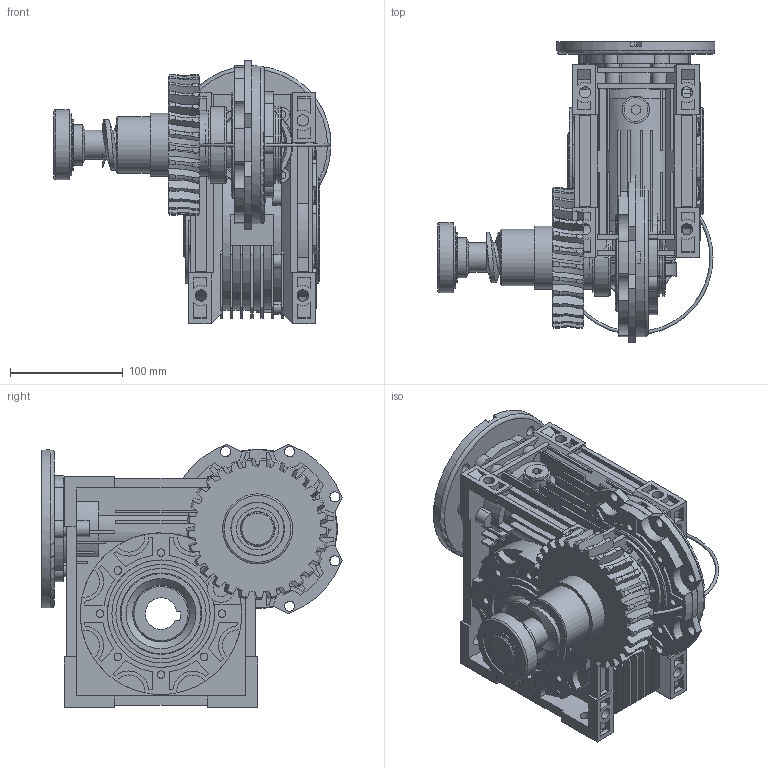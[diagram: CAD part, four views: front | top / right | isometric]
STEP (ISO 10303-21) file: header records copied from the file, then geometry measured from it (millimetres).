
FILE_DESCRIPTION( ( 'Unknown' ), '1' );
FILE_NAME( 'RV75.stp', 'Unknown', ( 'Unknown' ), ( 'Unknown' ), 'PSStep 10.1', 'Unknown', ' ' );
FILE_SCHEMA( ( 'AUTOMOTIVE_DESIGN { 1 0 10303 214 1 1 1 1 }' ) );
Length unit declared in the file: millimetre
Products named in the file (30): assieme_vite_75; Assem1; vite_75; Cu-rco 30206; Cu-rco 32008; Cu-rrs 6010; SM-F 50x72x12; SM-F 50x72x12-oa0; V-tcei M  8 x 20; V-tcei M  8 x 16; V-tcei M  8 x 16-oa1; V-tcei M  8 x 16-oa2; V-tcei M  8 x 16-oa3; V-tcei M  8 x 16-oa4; V-tcei M  8 x 16-oa5; V-tcei M  8 x 16-oa6; V-tcei M  8 x 16-oa7; TCBCE M 16x1,5; Or OR 167; Anello-elastico-chiuso 65; Or OR 0208; SM-F 40x60x8; Corpo_75; corona_75; flangia_laterale75; Tappo_75; 2240075E61403
Bounding box: 246 x 265.88 x 233.2 mm (x, y, z)
Volume: 4001679 mm3; surface area: 1545724.1 mm2
Topology: 65 solids, 74 shells, 3790 faces, 9648 edges, 6357 vertices
Faces by surface type: plane 2070, cylinder 1199, cone 339, torus 173, bspline 9
Full cylindrical faces by diameter (mm): 2.5 x4, 6.6 x8, 6.647 x60, 8 x23, 9 x24, 10 x28, 11 x12, 13 x23, 14 x38, 14.376 x2, 16 x2, 21 x2, 24 x2, 26 x15, 30 x6, 35.7 x3, 37.3 x3, 40 x6, 44.6 x3, 46 x3, 47.1 x3, 47.4 x3, 50 x7, 53.8 x3, 54 x2, 54.2 x3, 54.7 x3, 56 x4, 58.667 x2, 59.7 x6
Entity records: 71410 total; most frequent: CARTESIAN_POINT 13053, DIRECTION 9101, ORIENTED_EDGE 8668, EDGE_CURVE 4334, AXIS2_PLACEMENT_3D 3369, VERTEX_POINT 3017, LINE 2363, VECTOR 2363
